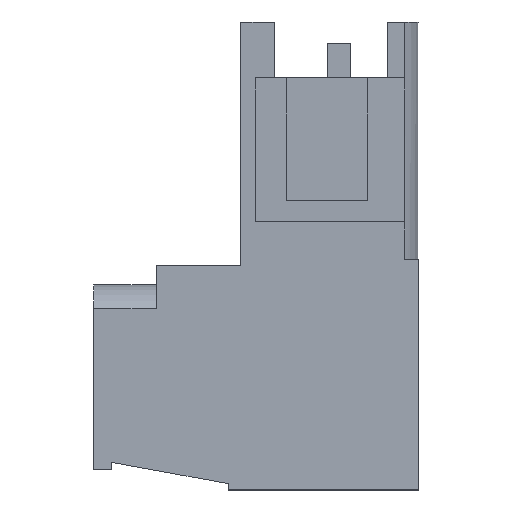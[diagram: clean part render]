
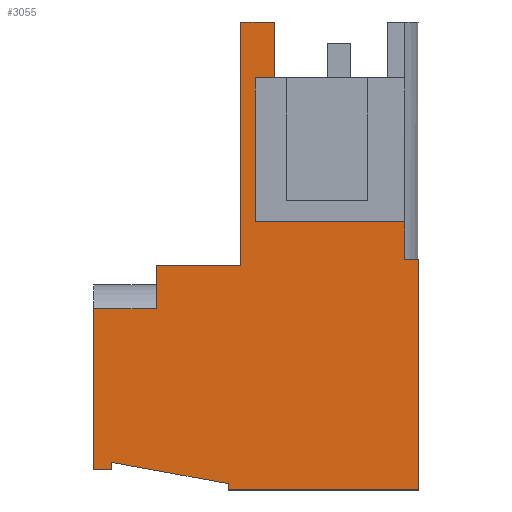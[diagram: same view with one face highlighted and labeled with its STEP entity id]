
A CAD part, left-side view. The second image highlights one B-rep face of the part: STEP entity #3055.
In plain terms, the highlighted planar face has unit normal (-1, 0, 0).
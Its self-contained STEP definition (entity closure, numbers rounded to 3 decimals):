
#1373=AXIS2_PLACEMENT_3D('Plane Axis2P3D',#1370,#1371,#1372) ;
#1355=CARTESIAN_POINT('Vertex',(0.98,6.785,19.415)) ;
#1370=CARTESIAN_POINT('Axis2P3D Location',(0.98,3.66,22.05)) ;
#1475=CARTESIAN_POINT('Vertex',(0.98,0.65,12.635)) ;
#1478=CARTESIAN_POINT('Line Origine',(0.98,0.65,11.743)) ;
#1482=CARTESIAN_POINT('Vertex',(0.98,0.65,10.85)) ;
#1540=CARTESIAN_POINT('Vertex',(0.98,6.785,22.05)) ;
#1543=CARTESIAN_POINT('Line Origine',(0.98,6.785,20.732)) ;
#2102=CARTESIAN_POINT('Line Origine',(0.98,7.23,19.415)) ;
#2106=CARTESIAN_POINT('Vertex',(0.98,7.675,19.415)) ;
#2834=CARTESIAN_POINT('Line Origine',(0.98,0.325,10.85)) ;
#2838=CARTESIAN_POINT('Vertex',(0.98,0.,10.85)) ;
#2933=CARTESIAN_POINT('Vertex',(0.98,7.675,12.635)) ;
#2936=CARTESIAN_POINT('Line Origine',(0.98,4.163,12.635)) ;
#2948=CARTESIAN_POINT('Line Origine',(0.98,7.675,16.025)) ;
#2953=CARTESIAN_POINT('Line Origine',(0.98,7.575,22.05)) ;
#2957=CARTESIAN_POINT('Vertex',(0.98,8.365,22.05)) ;
#2960=CARTESIAN_POINT('Line Origine',(0.98,8.365,16.318)) ;
#2964=CARTESIAN_POINT('Vertex',(0.98,8.365,10.586)) ;
#2967=CARTESIAN_POINT('Line Origine',(0.98,10.358,10.586)) ;
#2971=CARTESIAN_POINT('Vertex',(0.98,12.35,10.586)) ;
#2974=CARTESIAN_POINT('Line Origine',(0.98,12.35,9.568)) ;
#2978=CARTESIAN_POINT('Vertex',(0.98,12.35,8.55)) ;
#2981=CARTESIAN_POINT('Line Origine',(0.98,13.825,8.55)) ;
#2985=CARTESIAN_POINT('Vertex',(0.98,15.3,8.55)) ;
#2988=CARTESIAN_POINT('Line Origine',(0.98,15.3,4.75)) ;
#2992=CARTESIAN_POINT('Vertex',(0.98,15.3,0.95)) ;
#2995=CARTESIAN_POINT('Line Origine',(0.98,14.875,0.95)) ;
#2999=CARTESIAN_POINT('Vertex',(0.98,14.45,0.95)) ;
#3002=CARTESIAN_POINT('Line Origine',(0.98,14.45,1.127)) ;
#3006=CARTESIAN_POINT('Vertex',(0.98,14.45,1.303)) ;
#3009=CARTESIAN_POINT('Line Origine',(0.98,11.705,0.801)) ;
#3013=CARTESIAN_POINT('Vertex',(0.98,8.961,0.299)) ;
#3016=CARTESIAN_POINT('Line Origine',(0.98,8.961,0.149)) ;
#3020=CARTESIAN_POINT('Vertex',(0.98,8.961,0.)) ;
#3023=CARTESIAN_POINT('Line Origine',(0.98,4.48,0.)) ;
#3027=CARTESIAN_POINT('Vertex',(0.98,0.,0.)) ;
#3030=CARTESIAN_POINT('Line Origine',(0.98,0.,5.425)) ;
#1371=DIRECTION('Axis2P3D Direction',(1.,0.,0.)) ;
#1372=DIRECTION('Axis2P3D XDirection',(0.,1.,0.)) ;
#1479=DIRECTION('Vector Direction',(0.,0.,-1.)) ;
#1544=DIRECTION('Vector Direction',(0.,0.,1.)) ;
#2103=DIRECTION('Vector Direction',(0.,-1.,0.)) ;
#2835=DIRECTION('Vector Direction',(0.,-1.,0.)) ;
#2937=DIRECTION('Vector Direction',(0.,-1.,0.)) ;
#2949=DIRECTION('Vector Direction',(0.,0.,-1.)) ;
#2954=DIRECTION('Vector Direction',(0.,-1.,0.)) ;
#2961=DIRECTION('Vector Direction',(0.,0.,-1.)) ;
#2968=DIRECTION('Vector Direction',(0.,-1.,0.)) ;
#2975=DIRECTION('Vector Direction',(0.,0.,1.)) ;
#2982=DIRECTION('Vector Direction',(0.,-1.,0.)) ;
#2989=DIRECTION('Vector Direction',(0.,0.,1.)) ;
#2996=DIRECTION('Vector Direction',(0.,1.,0.)) ;
#3003=DIRECTION('Vector Direction',(0.,0.,-1.)) ;
#3010=DIRECTION('Vector Direction',(0.,-0.984,-0.18)) ;
#3017=DIRECTION('Vector Direction',(0.,0.,-1.)) ;
#3024=DIRECTION('Vector Direction',(0.,-1.,0.)) ;
#3031=DIRECTION('Vector Direction',(0.,0.,-1.)) ;
#1480=VECTOR('Line Direction',#1479,1.) ;
#1545=VECTOR('Line Direction',#1544,1.) ;
#2104=VECTOR('Line Direction',#2103,1.) ;
#2836=VECTOR('Line Direction',#2835,1.) ;
#2938=VECTOR('Line Direction',#2937,1.) ;
#2950=VECTOR('Line Direction',#2949,1.) ;
#2955=VECTOR('Line Direction',#2954,1.) ;
#2962=VECTOR('Line Direction',#2961,1.) ;
#2969=VECTOR('Line Direction',#2968,1.) ;
#2976=VECTOR('Line Direction',#2975,1.) ;
#2983=VECTOR('Line Direction',#2982,1.) ;
#2990=VECTOR('Line Direction',#2989,1.) ;
#2997=VECTOR('Line Direction',#2996,1.) ;
#3004=VECTOR('Line Direction',#3003,1.) ;
#3011=VECTOR('Line Direction',#3010,1.) ;
#3018=VECTOR('Line Direction',#3017,1.) ;
#3025=VECTOR('Line Direction',#3024,1.) ;
#3032=VECTOR('Line Direction',#3031,1.) ;
#3036=ORIENTED_EDGE('',*,*,#2940,.F.) ;
#3037=ORIENTED_EDGE('',*,*,#2952,.T.) ;
#3038=ORIENTED_EDGE('',*,*,#2108,.T.) ;
#3039=ORIENTED_EDGE('',*,*,#1547,.T.) ;
#3040=ORIENTED_EDGE('',*,*,#2959,.F.) ;
#3041=ORIENTED_EDGE('',*,*,#2966,.T.) ;
#3042=ORIENTED_EDGE('',*,*,#2973,.F.) ;
#3043=ORIENTED_EDGE('',*,*,#2980,.F.) ;
#3044=ORIENTED_EDGE('',*,*,#2987,.F.) ;
#3045=ORIENTED_EDGE('',*,*,#2994,.F.) ;
#3046=ORIENTED_EDGE('',*,*,#3001,.F.) ;
#3047=ORIENTED_EDGE('',*,*,#3008,.F.) ;
#3048=ORIENTED_EDGE('',*,*,#3015,.T.) ;
#3049=ORIENTED_EDGE('',*,*,#3022,.T.) ;
#3050=ORIENTED_EDGE('',*,*,#3029,.T.) ;
#3051=ORIENTED_EDGE('',*,*,#3034,.F.) ;
#3052=ORIENTED_EDGE('',*,*,#2840,.F.) ;
#3053=ORIENTED_EDGE('',*,*,#1484,.F.) ;
#3055=ADVANCED_FACE('HOUSING',(#3054),#1374,.F.) ;
#1484=EDGE_CURVE('',#1476,#1483,#1481,.T.) ;
#1547=EDGE_CURVE('',#1356,#1541,#1546,.T.) ;
#2108=EDGE_CURVE('',#2107,#1356,#2105,.T.) ;
#2840=EDGE_CURVE('',#1483,#2839,#2837,.T.) ;
#2940=EDGE_CURVE('',#2934,#1476,#2939,.T.) ;
#2952=EDGE_CURVE('',#2934,#2107,#2951,.F.) ;
#2959=EDGE_CURVE('',#2958,#1541,#2956,.T.) ;
#2966=EDGE_CURVE('',#2958,#2965,#2963,.T.) ;
#2973=EDGE_CURVE('',#2972,#2965,#2970,.T.) ;
#2980=EDGE_CURVE('',#2979,#2972,#2977,.T.) ;
#2987=EDGE_CURVE('',#2986,#2979,#2984,.T.) ;
#2994=EDGE_CURVE('',#2993,#2986,#2991,.T.) ;
#3001=EDGE_CURVE('',#3000,#2993,#2998,.T.) ;
#3008=EDGE_CURVE('',#3007,#3000,#3005,.T.) ;
#3015=EDGE_CURVE('',#3007,#3014,#3012,.T.) ;
#3022=EDGE_CURVE('',#3014,#3021,#3019,.T.) ;
#3029=EDGE_CURVE('',#3021,#3028,#3026,.T.) ;
#3034=EDGE_CURVE('',#2839,#3028,#3033,.T.) ;
#3035=EDGE_LOOP('',(#3036,#3037,#3038,#3039,#3040,#3041,#3042,#3043,#3044,#3045,#3046,#3047,#3048,#3049,#3050,#3051,#3052,#3053)) ;
#3054=FACE_OUTER_BOUND('',#3035,.T.) ;
#1481=LINE('Line',#1478,#1480) ;
#1546=LINE('Line',#1543,#1545) ;
#2105=LINE('Line',#2102,#2104) ;
#2837=LINE('Line',#2834,#2836) ;
#2939=LINE('Line',#2936,#2938) ;
#2951=LINE('Line',#2948,#2950) ;
#2956=LINE('Line',#2953,#2955) ;
#2963=LINE('Line',#2960,#2962) ;
#2970=LINE('Line',#2967,#2969) ;
#2977=LINE('Line',#2974,#2976) ;
#2984=LINE('Line',#2981,#2983) ;
#2991=LINE('Line',#2988,#2990) ;
#2998=LINE('Line',#2995,#2997) ;
#3005=LINE('Line',#3002,#3004) ;
#3012=LINE('Line',#3009,#3011) ;
#3019=LINE('Line',#3016,#3018) ;
#3026=LINE('Line',#3023,#3025) ;
#3033=LINE('Line',#3030,#3032) ;
#1374=PLANE('',#1373) ;
#1356=VERTEX_POINT('',#1355) ;
#1476=VERTEX_POINT('',#1475) ;
#1483=VERTEX_POINT('',#1482) ;
#1541=VERTEX_POINT('',#1540) ;
#2107=VERTEX_POINT('',#2106) ;
#2839=VERTEX_POINT('',#2838) ;
#2934=VERTEX_POINT('',#2933) ;
#2958=VERTEX_POINT('',#2957) ;
#2965=VERTEX_POINT('',#2964) ;
#2972=VERTEX_POINT('',#2971) ;
#2979=VERTEX_POINT('',#2978) ;
#2986=VERTEX_POINT('',#2985) ;
#2993=VERTEX_POINT('',#2992) ;
#3000=VERTEX_POINT('',#2999) ;
#3007=VERTEX_POINT('',#3006) ;
#3014=VERTEX_POINT('',#3013) ;
#3021=VERTEX_POINT('',#3020) ;
#3028=VERTEX_POINT('',#3027) ;
